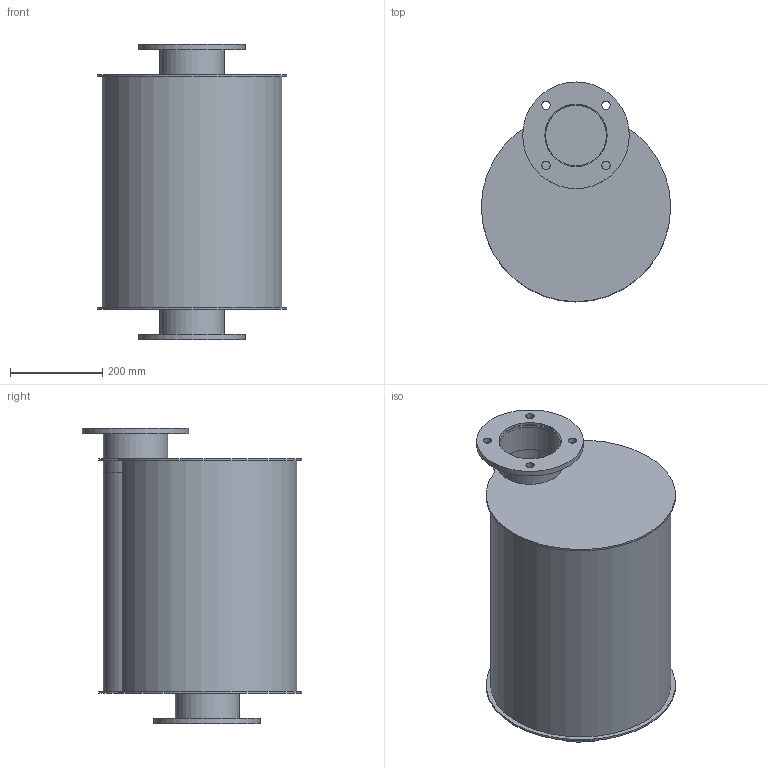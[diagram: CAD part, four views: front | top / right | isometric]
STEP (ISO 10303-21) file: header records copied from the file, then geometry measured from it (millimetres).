
FILE_DESCRIPTION(/* description */ (''),/* implementation_level */ '2;1');
FILE_NAME(/* name */ 'DAD 05.stp',/* time_stamp */ '2015-01-12T11:54:34+01:00',/* author */ ('Tekenkamer'),/* organization */ (''),/* preprocessor_version */ 'ST-DEVELOPER v15.6',/* originating_system */ 'Autodesk Inventor 2015',/* authorisation */ '');
FILE_SCHEMA (('AUTOMOTIVE_DESIGN { 1 0 10303 214 3 1 1 }'));
Length unit declared in the file: millimetre
Products named in the file (1): MAAT3D
Bounding box: 410 x 475.5 x 640 mm (x, y, z)
Volume: 5043973.6 mm3; surface area: 2753869.5 mm2
Topology: 9 solids, 9 shells, 48 faces, 90 edges, 60 vertices
Faces by surface type: cylinder 30, plane 18
Full cylindrical faces by diameter (mm): 18 x8, 131.8 x4, 135 x2, 139 x4, 141 x2, 231 x2
Entity records: 1211 total; most frequent: DIRECTION 226, CARTESIAN_POINT 177, ORIENTED_EDGE 136, AXIS2_PLACEMENT_3D 109, EDGE_LOOP 102, EDGE_CURVE 68, CIRCLE 60, VERTEX_POINT 60
